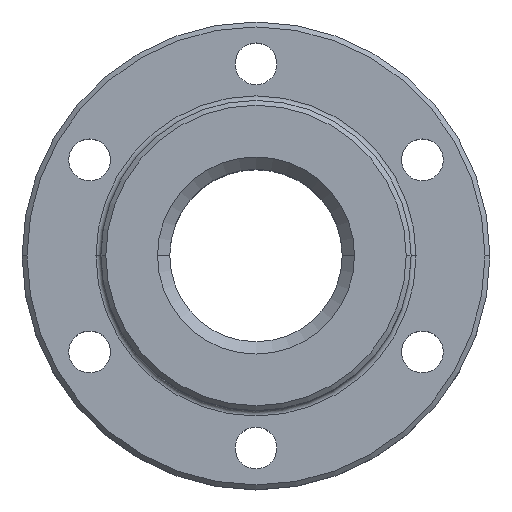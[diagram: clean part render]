
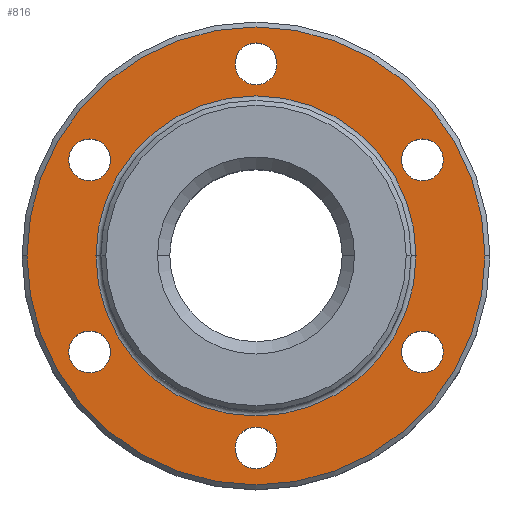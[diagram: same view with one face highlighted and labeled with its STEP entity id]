
A CAD part, top view. The second image highlights one B-rep face of the part: STEP entity #816.
In plain terms, the highlighted planar face has unit normal (0, 0, 1).
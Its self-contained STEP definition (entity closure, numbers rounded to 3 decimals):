
#2 = CARTESIAN_POINT ( 'NONE',  ( -29.525, -19.5, 16. ) ) ;
#6 = EDGE_CURVE ( 'NONE', #506, #514, #935, .T. ) ;
#7 = CARTESIAN_POINT ( 'NONE',  ( -4.25, -39., 16. ) ) ;
#15 = ORIENTED_EDGE ( 'NONE', *, *, #55, .F. ) ;
#23 = EDGE_CURVE ( 'NONE', #750, #794, #623, .T. ) ;
#24 = ORIENTED_EDGE ( 'NONE', *, *, #1019, .F. ) ;
#26 = ORIENTED_EDGE ( 'NONE', *, *, #217, .F. ) ;
#28 = DIRECTION ( 'NONE',  ( 0., 0., 1. ) ) ;
#39 = ORIENTED_EDGE ( 'NONE', *, *, #919, .F. ) ;
#40 = CIRCLE ( 'NONE', #138, 4.25 ) ;
#45 = DIRECTION ( 'NONE',  ( 0., 0., -1. ) ) ;
#51 = CARTESIAN_POINT ( 'NONE',  ( 0., 39., 16. ) ) ;
#55 = EDGE_CURVE ( 'NONE', #768, #569, #261, .T. ) ;
#56 = FACE_BOUND ( 'NONE', #88, .T. ) ;
#65 = DIRECTION ( 'NONE',  ( 1., 0., 0. ) ) ;
#83 = CIRCLE ( 'NONE', #455, 4.25 ) ;
#88 = EDGE_LOOP ( 'NONE', ( #15, #414 ) ) ;
#89 = CARTESIAN_POINT ( 'NONE',  ( 33.775, 19.5, 16. ) ) ;
#99 = ORIENTED_EDGE ( 'NONE', *, *, #23, .F. ) ;
#109 = ORIENTED_EDGE ( 'NONE', *, *, #980, .F. ) ;
#118 = CIRCLE ( 'NONE', #695, 46.5 ) ;
#123 = DIRECTION ( 'NONE',  ( 0., 0., 1. ) ) ;
#125 = DIRECTION ( 'NONE',  ( 1., 0., 0. ) ) ;
#128 = DIRECTION ( 'NONE',  ( 1., 0., 0. ) ) ;
#133 = CARTESIAN_POINT ( 'NONE',  ( 0., 47.5, 16. ) ) ;
#135 = AXIS2_PLACEMENT_3D ( 'NONE', #755, #45, #188 ) ;
#138 = AXIS2_PLACEMENT_3D ( 'NONE', #207, #530, #359 ) ;
#155 = CARTESIAN_POINT ( 'NONE',  ( -38.025, -19.5, 16. ) ) ;
#161 = CIRCLE ( 'NONE', #747, 4.25 ) ;
#172 = DIRECTION ( 'NONE',  ( 1., 0., 0. ) ) ;
#175 = EDGE_CURVE ( 'NONE', #246, #843, #396, .T. ) ;
#177 = AXIS2_PLACEMENT_3D ( 'NONE', #549, #394, #232 ) ;
#183 = DIRECTION ( 'NONE',  ( 1., 0., 0. ) ) ;
#188 = DIRECTION ( 'NONE',  ( 1., 0., 0. ) ) ;
#192 = ORIENTED_EDGE ( 'NONE', *, *, #175, .T. ) ;
#197 = CARTESIAN_POINT ( 'NONE',  ( -33.775, -19.5, 16. ) ) ;
#202 = CIRCLE ( 'NONE', #792, 4.25 ) ;
#204 = DIRECTION ( 'NONE',  ( 1., 0., 0. ) ) ;
#206 = CARTESIAN_POINT ( 'NONE',  ( 29.525, -19.5, 16. ) ) ;
#207 = CARTESIAN_POINT ( 'NONE',  ( 0., 39., 16. ) ) ;
#209 = PLANE ( 'NONE',  #891 ) ;
#210 = CARTESIAN_POINT ( 'NONE',  ( -33.775, -19.5, 16. ) ) ;
#214 = DIRECTION ( 'NONE',  ( 0., 0., 1. ) ) ;
#217 = EDGE_CURVE ( 'NONE', #794, #750, #806, .T. ) ;
#219 = CARTESIAN_POINT ( 'NONE',  ( 4.25, 39., 16. ) ) ;
#224 = DIRECTION ( 'NONE',  ( 0., 0., 1. ) ) ;
#232 = DIRECTION ( 'NONE',  ( 1., 0., 0. ) ) ;
#246 = VERTEX_POINT ( 'NONE', #498 ) ;
#247 = CIRCLE ( 'NONE', #568, 4.25 ) ;
#250 = CIRCLE ( 'NONE', #912, 46.5 ) ;
#261 = CIRCLE ( 'NONE', #177, 4.25 ) ;
#273 = CARTESIAN_POINT ( 'NONE',  ( -33.775, 19.5, 16. ) ) ;
#281 = DIRECTION ( 'NONE',  ( 0., 0., 1. ) ) ;
#284 = DIRECTION ( 'NONE',  ( 0., 0., 1. ) ) ;
#307 = EDGE_CURVE ( 'NONE', #986, #649, #839, .T. ) ;
#308 = CARTESIAN_POINT ( 'NONE',  ( 0., 0., 16. ) ) ;
#339 = CARTESIAN_POINT ( 'NONE',  ( 0., -39., 16. ) ) ;
#340 = VERTEX_POINT ( 'NONE', #752 ) ;
#346 = DIRECTION ( 'NONE',  ( 0., 0., 1. ) ) ;
#359 = DIRECTION ( 'NONE',  ( 1., 0., 0. ) ) ;
#362 = CARTESIAN_POINT ( 'NONE',  ( 0., -39., 16. ) ) ;
#363 = CARTESIAN_POINT ( 'NONE',  ( 32.5, 0., 16. ) ) ;
#394 = DIRECTION ( 'NONE',  ( 0., 0., 1. ) ) ;
#396 = CIRCLE ( 'NONE', #771, 32.5 ) ;
#402 = EDGE_LOOP ( 'NONE', ( #26, #99 ) ) ;
#414 = ORIENTED_EDGE ( 'NONE', *, *, #860, .F. ) ;
#415 = EDGE_LOOP ( 'NONE', ( #743, #973 ) ) ;
#427 = EDGE_LOOP ( 'NONE', ( #520, #507 ) ) ;
#455 = AXIS2_PLACEMENT_3D ( 'NONE', #51, #906, #125 ) ;
#461 = EDGE_CURVE ( 'NONE', #514, #506, #161, .T. ) ;
#462 = CARTESIAN_POINT ( 'NONE',  ( 38.025, -19.5, 16. ) ) ;
#463 = CARTESIAN_POINT ( 'NONE',  ( 0., 0., 16. ) ) ;
#468 = AXIS2_PLACEMENT_3D ( 'NONE', #273, #590, #128 ) ;
#488 = EDGE_CURVE ( 'NONE', #669, #663, #40, .T. ) ;
#490 = CARTESIAN_POINT ( 'NONE',  ( -46.5, 0., 16. ) ) ;
#498 = CARTESIAN_POINT ( 'NONE',  ( -32.5, 0., 16. ) ) ;
#506 = VERTEX_POINT ( 'NONE', #2 ) ;
#507 = ORIENTED_EDGE ( 'NONE', *, *, #575, .T. ) ;
#509 = CARTESIAN_POINT ( 'NONE',  ( 33.775, 19.5, 16. ) ) ;
#514 = VERTEX_POINT ( 'NONE', #155 ) ;
#520 = ORIENTED_EDGE ( 'NONE', *, *, #741, .T. ) ;
#521 = AXIS2_PLACEMENT_3D ( 'NONE', #934, #224, #547 ) ;
#530 = DIRECTION ( 'NONE',  ( 0., 0., 1. ) ) ;
#535 = AXIS2_PLACEMENT_3D ( 'NONE', #197, #123, #754 ) ;
#536 = ORIENTED_EDGE ( 'NONE', *, *, #823, .F. ) ;
#544 = DIRECTION ( 'NONE',  ( 1., 0., 0. ) ) ;
#547 = DIRECTION ( 'NONE',  ( 1., 0., 0. ) ) ;
#548 = CARTESIAN_POINT ( 'NONE',  ( 29.525, 19.5, 16. ) ) ;
#549 = CARTESIAN_POINT ( 'NONE',  ( -33.775, 19.5, 16. ) ) ;
#568 = AXIS2_PLACEMENT_3D ( 'NONE', #89, #620, #631 ) ;
#569 = VERTEX_POINT ( 'NONE', #715 ) ;
#575 = EDGE_CURVE ( 'NONE', #340, #674, #250, .T. ) ;
#580 = DIRECTION ( 'NONE',  ( 0., 0., 1. ) ) ;
#590 = DIRECTION ( 'NONE',  ( 0., 0., 1. ) ) ;
#600 = FACE_BOUND ( 'NONE', #653, .T. ) ;
#606 = FACE_OUTER_BOUND ( 'NONE', #427, .T. ) ;
#617 = CARTESIAN_POINT ( 'NONE',  ( -4.25, 39., 16. ) ) ;
#620 = DIRECTION ( 'NONE',  ( 0., 0., 1. ) ) ;
#623 = CIRCLE ( 'NONE', #710, 4.25 ) ;
#631 = DIRECTION ( 'NONE',  ( 1., 0., 0. ) ) ;
#638 = CARTESIAN_POINT ( 'NONE',  ( -29.525, 19.5, 16. ) ) ;
#647 = CIRCLE ( 'NONE', #521, 4.25 ) ;
#649 = VERTEX_POINT ( 'NONE', #548 ) ;
#653 = EDGE_LOOP ( 'NONE', ( #536, #939 ) ) ;
#658 = VERTEX_POINT ( 'NONE', #462 ) ;
#663 = VERTEX_POINT ( 'NONE', #219 ) ;
#666 = DIRECTION ( 'NONE',  ( 1., 0., 0. ) ) ;
#669 = VERTEX_POINT ( 'NONE', #617 ) ;
#674 = VERTEX_POINT ( 'NONE', #490 ) ;
#695 = AXIS2_PLACEMENT_3D ( 'NONE', #889, #28, #183 ) ;
#697 = CIRCLE ( 'NONE', #468, 4.25 ) ;
#706 = EDGE_LOOP ( 'NONE', ( #109, #24 ) ) ;
#710 = AXIS2_PLACEMENT_3D ( 'NONE', #362, #281, #204 ) ;
#711 = EDGE_LOOP ( 'NONE', ( #996, #192 ) ) ;
#715 = CARTESIAN_POINT ( 'NONE',  ( -38.025, 19.5, 16. ) ) ;
#731 = DIRECTION ( 'NONE',  ( 1., 0., 0. ) ) ;
#739 = DIRECTION ( 'NONE',  ( 1., 0., 0. ) ) ;
#741 = EDGE_CURVE ( 'NONE', #674, #340, #118, .T. ) ;
#743 = ORIENTED_EDGE ( 'NONE', *, *, #6, .F. ) ;
#747 = AXIS2_PLACEMENT_3D ( 'NONE', #210, #214, #995 ) ;
#750 = VERTEX_POINT ( 'NONE', #7 ) ;
#751 = CARTESIAN_POINT ( 'NONE',  ( 4.25, -39., 16. ) ) ;
#752 = CARTESIAN_POINT ( 'NONE',  ( 46.5, 0., 16. ) ) ;
#754 = DIRECTION ( 'NONE',  ( 1., 0., 0. ) ) ;
#755 = CARTESIAN_POINT ( 'NONE',  ( 0., 0., 16. ) ) ;
#759 = FACE_BOUND ( 'NONE', #966, .T. ) ;
#768 = VERTEX_POINT ( 'NONE', #638 ) ;
#771 = AXIS2_PLACEMENT_3D ( 'NONE', #463, #772, #65 ) ;
#772 = DIRECTION ( 'NONE',  ( 0., 0., -1. ) ) ;
#789 = VERTEX_POINT ( 'NONE', #206 ) ;
#792 = AXIS2_PLACEMENT_3D ( 'NONE', #818, #580, #739 ) ;
#794 = VERTEX_POINT ( 'NONE', #751 ) ;
#806 = CIRCLE ( 'NONE', #825, 4.25 ) ;
#816 = ADVANCED_FACE ( 'NONE', ( #989, #606, #998, #819, #56, #600, #759, #1003 ), #209, .T. ) ;
#818 = CARTESIAN_POINT ( 'NONE',  ( 33.775, -19.5, 16. ) ) ;
#819 = FACE_BOUND ( 'NONE', #415, .T. ) ;
#823 = EDGE_CURVE ( 'NONE', #663, #669, #83, .T. ) ;
#825 = AXIS2_PLACEMENT_3D ( 'NONE', #339, #963, #731 ) ;
#827 = ORIENTED_EDGE ( 'NONE', *, *, #307, .F. ) ;
#829 = EDGE_CURVE ( 'NONE', #843, #246, #908, .T. ) ;
#839 = CIRCLE ( 'NONE', #993, 4.25 ) ;
#843 = VERTEX_POINT ( 'NONE', #363 ) ;
#853 = CARTESIAN_POINT ( 'NONE',  ( 38.025, 19.5, 16. ) ) ;
#860 = EDGE_CURVE ( 'NONE', #569, #768, #697, .T. ) ;
#889 = CARTESIAN_POINT ( 'NONE',  ( 0., 0., 16. ) ) ;
#891 = AXIS2_PLACEMENT_3D ( 'NONE', #133, #284, #666 ) ;
#906 = DIRECTION ( 'NONE',  ( 0., 0., 1. ) ) ;
#908 = CIRCLE ( 'NONE', #135, 32.5 ) ;
#912 = AXIS2_PLACEMENT_3D ( 'NONE', #308, #928, #544 ) ;
#919 = EDGE_CURVE ( 'NONE', #649, #986, #247, .T. ) ;
#928 = DIRECTION ( 'NONE',  ( 0., 0., 1. ) ) ;
#934 = CARTESIAN_POINT ( 'NONE',  ( 33.775, -19.5, 16. ) ) ;
#935 = CIRCLE ( 'NONE', #535, 4.25 ) ;
#939 = ORIENTED_EDGE ( 'NONE', *, *, #488, .F. ) ;
#963 = DIRECTION ( 'NONE',  ( 0., 0., 1. ) ) ;
#966 = EDGE_LOOP ( 'NONE', ( #827, #39 ) ) ;
#973 = ORIENTED_EDGE ( 'NONE', *, *, #461, .F. ) ;
#980 = EDGE_CURVE ( 'NONE', #658, #789, #647, .T. ) ;
#986 = VERTEX_POINT ( 'NONE', #853 ) ;
#989 = FACE_BOUND ( 'NONE', #711, .T. ) ;
#993 = AXIS2_PLACEMENT_3D ( 'NONE', #509, #346, #172 ) ;
#995 = DIRECTION ( 'NONE',  ( 1., 0., 0. ) ) ;
#996 = ORIENTED_EDGE ( 'NONE', *, *, #829, .T. ) ;
#998 = FACE_BOUND ( 'NONE', #402, .T. ) ;
#1003 = FACE_BOUND ( 'NONE', #706, .T. ) ;
#1019 = EDGE_CURVE ( 'NONE', #789, #658, #202, .T. ) ;
